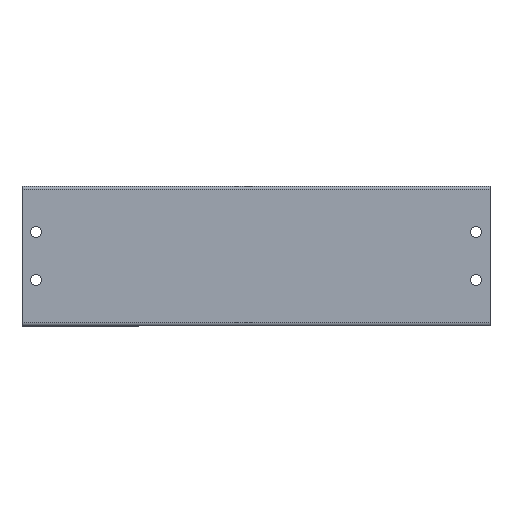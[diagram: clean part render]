
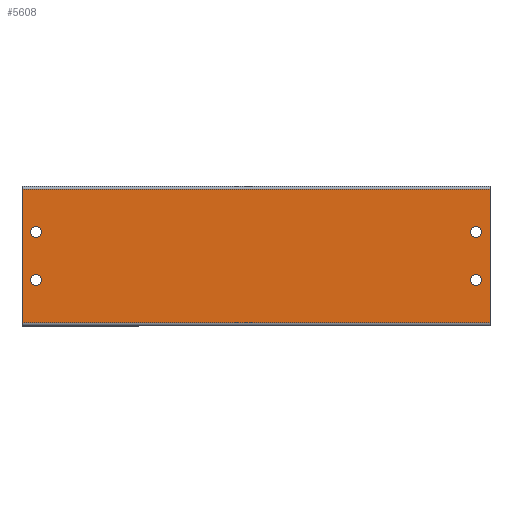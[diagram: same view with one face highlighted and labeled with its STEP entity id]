
A CAD part, front view. The second image highlights one B-rep face of the part: STEP entity #5608.
In plain terms, the highlighted face is planar.
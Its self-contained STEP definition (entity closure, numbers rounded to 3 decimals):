
#141=CARTESIAN_POINT('',(188.25,-17.,-10.0));
#142=VERTEX_POINT('',#141);
#151=CARTESIAN_POINT('',(193.75,-17.,-10.0));
#152=VERTEX_POINT('',#151);
#153=CARTESIAN_POINT('',(191.0,-17.,-10.0));
#154=DIRECTION('',(0.0,0.0,1.0));
#155=DIRECTION('',(-1.0,0.0,0.0));
#156=AXIS2_PLACEMENT_3D('',#153,#154,#155);
#157=CIRCLE('',#156,2.75);
#158=EDGE_CURVE('',#152,#142,#157,.T.);
#183=CARTESIAN_POINT('',(-31.75,-17.0,-10.0));
#184=VERTEX_POINT('',#183);
#193=CARTESIAN_POINT('',(-26.25,-17.0,-10.0));
#194=VERTEX_POINT('',#193);
#195=CARTESIAN_POINT('',(-29.,-17.0,-10.0));
#196=DIRECTION('',(0.0,0.0,1.0));
#197=DIRECTION('',(-1.0,0.0,0.0));
#198=AXIS2_PLACEMENT_3D('',#195,#196,#197);
#199=CIRCLE('',#198,2.75);
#200=EDGE_CURVE('',#194,#184,#199,.T.);
#225=CARTESIAN_POINT('',(-31.75,7.,-10.0));
#226=VERTEX_POINT('',#225);
#235=CARTESIAN_POINT('',(-26.25,7.,-10.0));
#236=VERTEX_POINT('',#235);
#237=CARTESIAN_POINT('',(-29.,7.,-10.0));
#238=DIRECTION('',(0.0,0.0,1.0));
#239=DIRECTION('',(-1.0,0.0,0.0));
#240=AXIS2_PLACEMENT_3D('',#237,#238,#239);
#241=CIRCLE('',#240,2.75);
#242=EDGE_CURVE('',#236,#226,#241,.T.);
#267=CARTESIAN_POINT('',(188.25,7.,-10.0));
#268=VERTEX_POINT('',#267);
#277=CARTESIAN_POINT('',(193.75,7.,-10.0));
#278=VERTEX_POINT('',#277);
#279=CARTESIAN_POINT('',(191.0,7.,-10.0));
#280=DIRECTION('',(0.0,0.0,1.0));
#281=DIRECTION('',(-1.0,0.0,0.0));
#282=AXIS2_PLACEMENT_3D('',#279,#280,#281);
#283=CIRCLE('',#282,2.75);
#284=EDGE_CURVE('',#278,#268,#283,.T.);
#5361=CARTESIAN_POINT('',(-36.0,-38.5,-10.0));
#5362=VERTEX_POINT('',#5361);
#5370=CARTESIAN_POINT('',(198.0,-38.5,-10.0));
#5371=VERTEX_POINT('',#5370);
#5372=CARTESIAN_POINT('',(-36.0,-38.5,-10.0));
#5373=DIRECTION('',(1.0,0.0,0.0));
#5374=VECTOR('',#5373,234.0);
#5375=LINE('',#5372,#5374);
#5376=EDGE_CURVE('',#5362,#5371,#5375,.T.);
#5487=CARTESIAN_POINT('',(198.0,28.5,-10.0));
#5488=VERTEX_POINT('',#5487);
#5496=CARTESIAN_POINT('',(-36.0,28.5,-10.0));
#5497=VERTEX_POINT('',#5496);
#5498=CARTESIAN_POINT('',(198.0,28.5,-10.0));
#5499=DIRECTION('',(-1.0,0.0,0.0));
#5500=VECTOR('',#5499,234.0);
#5501=LINE('',#5498,#5500);
#5502=EDGE_CURVE('',#5488,#5497,#5501,.T.);
#5547=CARTESIAN_POINT('',(81.,-5.0,-10.0));
#5548=DIRECTION('',(0.0,0.0,1.0));
#5549=DIRECTION('',(1.0,0.0,0.0));
#5550=AXIS2_PLACEMENT_3D('',#5547,#5548,#5549);
#5551=PLANE('',#5550);
#5552=ORIENTED_EDGE('',*,*,#5502,.F.);
#5553=CARTESIAN_POINT('',(198.0,-38.5,-10.0));
#5554=DIRECTION('',(0.0,1.0,0.0));
#5555=VECTOR('',#5554,67.);
#5556=LINE('',#5553,#5555);
#5557=EDGE_CURVE('',#5371,#5488,#5556,.T.);
#5558=ORIENTED_EDGE('',*,*,#5557,.F.);
#5559=ORIENTED_EDGE('',*,*,#5376,.F.);
#5560=CARTESIAN_POINT('',(-36.0,28.5,-10.0));
#5561=DIRECTION('',(0.0,-1.0,0.0));
#5562=VECTOR('',#5561,67.0);
#5563=LINE('',#5560,#5562);
#5564=EDGE_CURVE('',#5497,#5362,#5563,.T.);
#5565=ORIENTED_EDGE('',*,*,#5564,.F.);
#5566=EDGE_LOOP('',(#5552,#5558,#5559,#5565));
#5567=FACE_OUTER_BOUND('',#5566,.T.);
#5568=ORIENTED_EDGE('',*,*,#158,.T.);
#5569=CARTESIAN_POINT('',(191.0,-17.,-10.0));
#5570=DIRECTION('',(0.0,0.0,1.0));
#5571=DIRECTION('',(-1.0,0.0,0.0));
#5572=AXIS2_PLACEMENT_3D('',#5569,#5570,#5571);
#5573=CIRCLE('',#5572,2.75);
#5574=EDGE_CURVE('',#142,#152,#5573,.T.);
#5575=ORIENTED_EDGE('',*,*,#5574,.T.);
#5576=EDGE_LOOP('',(#5568,#5575));
#5577=FACE_BOUND('',#5576,.T.);
#5578=ORIENTED_EDGE('',*,*,#200,.T.);
#5579=CARTESIAN_POINT('',(-29.,-17.0,-10.0));
#5580=DIRECTION('',(0.0,0.0,1.0));
#5581=DIRECTION('',(-1.0,0.0,0.0));
#5582=AXIS2_PLACEMENT_3D('',#5579,#5580,#5581);
#5583=CIRCLE('',#5582,2.75);
#5584=EDGE_CURVE('',#184,#194,#5583,.T.);
#5585=ORIENTED_EDGE('',*,*,#5584,.T.);
#5586=EDGE_LOOP('',(#5578,#5585));
#5587=FACE_BOUND('',#5586,.T.);
#5588=ORIENTED_EDGE('',*,*,#242,.T.);
#5589=CARTESIAN_POINT('',(-29.,7.,-10.0));
#5590=DIRECTION('',(0.0,0.0,1.0));
#5591=DIRECTION('',(-1.0,0.0,0.0));
#5592=AXIS2_PLACEMENT_3D('',#5589,#5590,#5591);
#5593=CIRCLE('',#5592,2.75);
#5594=EDGE_CURVE('',#226,#236,#5593,.T.);
#5595=ORIENTED_EDGE('',*,*,#5594,.T.);
#5596=EDGE_LOOP('',(#5588,#5595));
#5597=FACE_BOUND('',#5596,.T.);
#5598=ORIENTED_EDGE('',*,*,#284,.T.);
#5599=CARTESIAN_POINT('',(191.0,7.,-10.0));
#5600=DIRECTION('',(0.0,0.0,1.0));
#5601=DIRECTION('',(-1.0,0.0,0.0));
#5602=AXIS2_PLACEMENT_3D('',#5599,#5600,#5601);
#5603=CIRCLE('',#5602,2.75);
#5604=EDGE_CURVE('',#268,#278,#5603,.T.);
#5605=ORIENTED_EDGE('',*,*,#5604,.T.);
#5606=EDGE_LOOP('',(#5598,#5605));
#5607=FACE_BOUND('',#5606,.T.);
#5608=ADVANCED_FACE('',(#5567,#5577,#5587,#5597,#5607),#5551,.F.);
